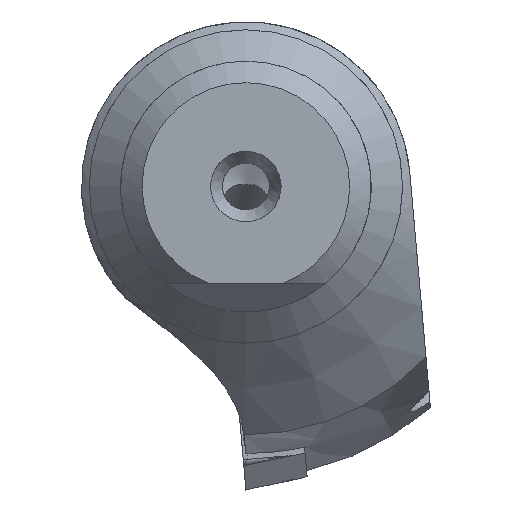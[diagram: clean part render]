
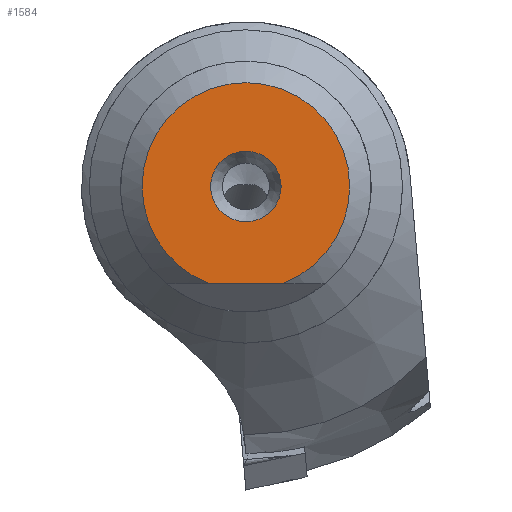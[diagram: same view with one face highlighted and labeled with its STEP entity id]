
A CAD part, left-side view. The second image highlights one B-rep face of the part: STEP entity #1584.
In plain terms, the highlighted planar face has unit normal (-1, 0, 0).
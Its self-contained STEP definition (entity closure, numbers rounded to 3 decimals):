
#15 = CARTESIAN_POINT ( 'NONE',  ( 0., -2.335, -6.2 ) ) ;
#90 = PLANE ( 'NONE',  #2108 ) ;
#117 = LINE ( 'NONE', #1405, #2412 ) ;
#156 = AXIS2_PLACEMENT_3D ( 'NONE', #3520, #2011, #2566 ) ;
#173 = ORIENTED_EDGE ( 'NONE', *, *, #3209, .F. ) ;
#246 = CIRCLE ( 'NONE', #286, 6.625 ) ;
#286 = AXIS2_PLACEMENT_3D ( 'NONE', #2757, #3371, #2778 ) ;
#333 = CARTESIAN_POINT ( 'NONE',  ( 0., 0., 2.25 ) ) ;
#512 = EDGE_LOOP ( 'NONE', ( #653, #2315 ) ) ;
#633 = FACE_OUTER_BOUND ( 'NONE', #512, .T. ) ;
#653 = ORIENTED_EDGE ( 'NONE', *, *, #3484, .T. ) ;
#729 = FACE_BOUND ( 'NONE', #2845, .T. ) ;
#903 = CIRCLE ( 'NONE', #156, 2.25 ) ;
#1283 = CARTESIAN_POINT ( 'NONE',  ( 0., 2.335, -6.2 ) ) ;
#1405 = CARTESIAN_POINT ( 'NONE',  ( 0., 2.25, -6.2 ) ) ;
#1584 = ADVANCED_FACE ( 'NONE', ( #729, #633 ), #90, .F. ) ;
#1628 = DIRECTION ( 'NONE',  ( 0., 0., -1. ) ) ;
#2011 = DIRECTION ( 'NONE',  ( -1., 0., 0. ) ) ;
#2108 = AXIS2_PLACEMENT_3D ( 'NONE', #2835, #3711, #1628 ) ;
#2126 = EDGE_CURVE ( 'NONE', #2514, #2359, #117, .T. ) ;
#2315 = ORIENTED_EDGE ( 'NONE', *, *, #2126, .T. ) ;
#2359 = VERTEX_POINT ( 'NONE', #15 ) ;
#2396 = VERTEX_POINT ( 'NONE', #333 ) ;
#2412 = VECTOR ( 'NONE', #3805, 1000. ) ;
#2514 = VERTEX_POINT ( 'NONE', #1283 ) ;
#2566 = DIRECTION ( 'NONE',  ( 0., 0., 1. ) ) ;
#2757 = CARTESIAN_POINT ( 'NONE',  ( 0., 0., 0. ) ) ;
#2778 = DIRECTION ( 'NONE',  ( 0., 0., 1. ) ) ;
#2835 = CARTESIAN_POINT ( 'NONE',  ( 0., 2.25, 0. ) ) ;
#2845 = EDGE_LOOP ( 'NONE', ( #173 ) ) ;
#3209 = EDGE_CURVE ( 'NONE', #2396, #2396, #903, .T. ) ;
#3371 = DIRECTION ( 'NONE',  ( -1., 0., 0. ) ) ;
#3484 = EDGE_CURVE ( 'NONE', #2359, #2514, #246, .T. ) ;
#3520 = CARTESIAN_POINT ( 'NONE',  ( 0., 0., 0. ) ) ;
#3711 = DIRECTION ( 'NONE',  ( 1., 0., 0. ) ) ;
#3805 = DIRECTION ( 'NONE',  ( 0., -1., 0. ) ) ;
